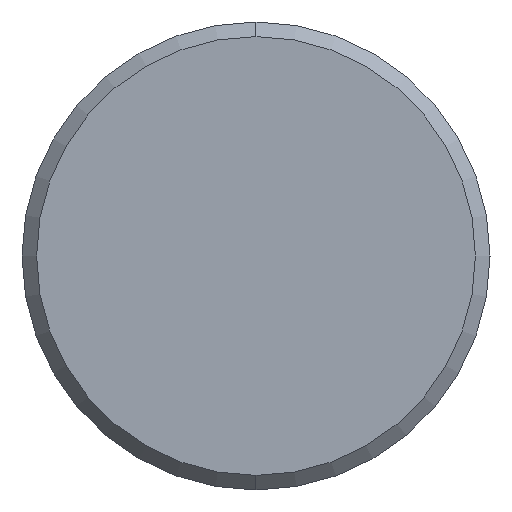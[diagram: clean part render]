
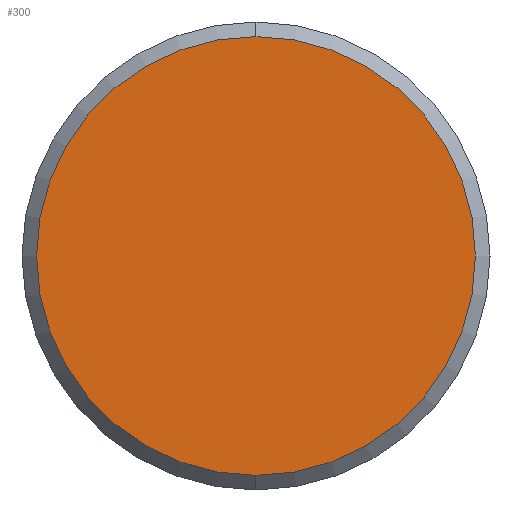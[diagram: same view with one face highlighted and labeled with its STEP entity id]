
A CAD part, left-side view. The second image highlights one B-rep face of the part: STEP entity #300.
In plain terms, the highlighted face is planar.
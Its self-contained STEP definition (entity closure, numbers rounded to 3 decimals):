
#160=CARTESIAN_POINT('',(0.,0.,0.));
#161=DIRECTION('',(0.,0.,1.));
#162=DIRECTION('',(-1.,0.,0.));
#163=AXIS2_PLACEMENT_3D('',#160,#161,#162);
#168=CARTESIAN_POINT('',(0.,0.,0.));
#169=DIRECTION('',(0.,0.,-1.));
#170=DIRECTION('',(-1.,0.,0.));
#171=AXIS2_PLACEMENT_3D('',#168,#169,#170);
#177=CARTESIAN_POINT('',(-3.75,0.,0.));
#179=VERTEX_POINT('',#177);
#181=CARTESIAN_POINT('',(3.75,0.,0.));
#183=VERTEX_POINT('',#181);
#291=CARTESIAN_POINT('',(0.,0.,0.));
#292=DIRECTION('',(0.,0.,-1.));
#293=DIRECTION('',(1.,0.,0.));
#294=AXIS2_PLACEMENT_3D('',#291,#292,#293);
#295=PLANE('',#294);
#296=ORIENTED_EDGE('',*,*,#277,.F.);
#297=ORIENTED_EDGE('',*,*,#259,.T.);
#298=EDGE_LOOP('',(#296,#297));
#299=FACE_OUTER_BOUND('',#298,.F.);
#164=CIRCLE('',#163,3.75);
#172=CIRCLE('',#171,3.75);
#259=EDGE_CURVE('',#179,#183,#172,.T.);
#277=EDGE_CURVE('',#179,#183,#164,.T.);
#300=ADVANCED_FACE('',(#299),#295,.F.);
